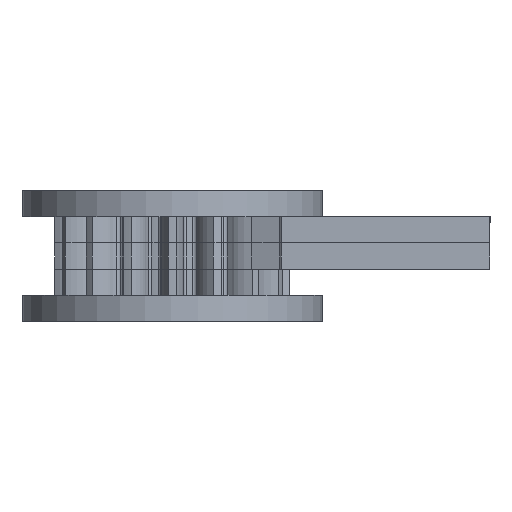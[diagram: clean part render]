
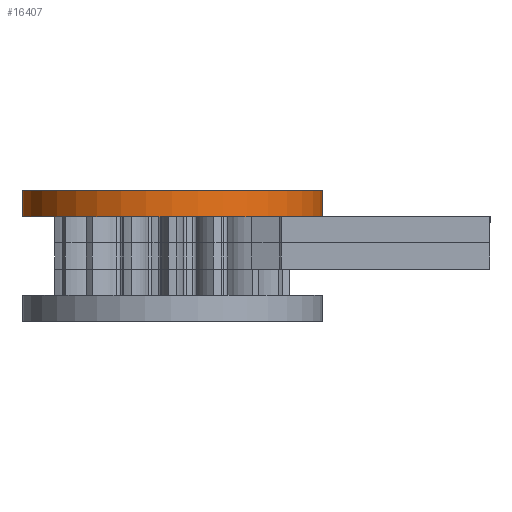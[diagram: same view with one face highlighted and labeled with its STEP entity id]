
A CAD part, left-side view. The second image highlights one B-rep face of the part: STEP entity #16407.
In plain terms, the highlighted cylindrical face has radius 11.5 mm (diameter 23 mm), a full revolution.
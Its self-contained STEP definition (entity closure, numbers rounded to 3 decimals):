
#333=CYLINDRICAL_SURFACE('',#17625,11.5);
#6806=ORIENTED_EDGE('',*,*,#10378,.T.);
#6807=ORIENTED_EDGE('',*,*,#10379,.F.);
#10378=EDGE_CURVE('',#12394,#12394,#13494,.T.);
#10379=EDGE_CURVE('',#12395,#12395,#13495,.T.);
#12394=VERTEX_POINT('',#26623);
#12395=VERTEX_POINT('',#26625);
#13494=CIRCLE('',#17626,11.5);
#13495=CIRCLE('',#17627,11.5);
#14204=EDGE_LOOP('',(#6806));
#14205=EDGE_LOOP('',(#6807));
#15060=FACE_BOUND('',#14204,.T.);
#15061=FACE_BOUND('',#14205,.T.);
#16407=ADVANCED_FACE('',(#15060,#15061),#333,.T.);
#17625=AXIS2_PLACEMENT_3D('',#26621,#20783,#20784);
#17626=AXIS2_PLACEMENT_3D('',#26622,#20785,#20786);
#17627=AXIS2_PLACEMENT_3D('',#26624,#20787,#20788);
#20783=DIRECTION('',(0.,0.,-1.));
#20784=DIRECTION('',(-1.,0.,0.));
#20785=DIRECTION('',(0.,0.,-1.));
#20786=DIRECTION('',(-1.,0.,0.));
#20787=DIRECTION('',(0.,0.,-1.));
#20788=DIRECTION('',(-1.,0.,0.));
#26621=CARTESIAN_POINT('',(0.,0.,2.));
#26622=CARTESIAN_POINT('',(0.,0.,2.));
#26623=CARTESIAN_POINT('',(-11.5,0.,2.));
#26624=CARTESIAN_POINT('',(0.,0.,0.));
#26625=CARTESIAN_POINT('',(-11.5,0.,0.));
